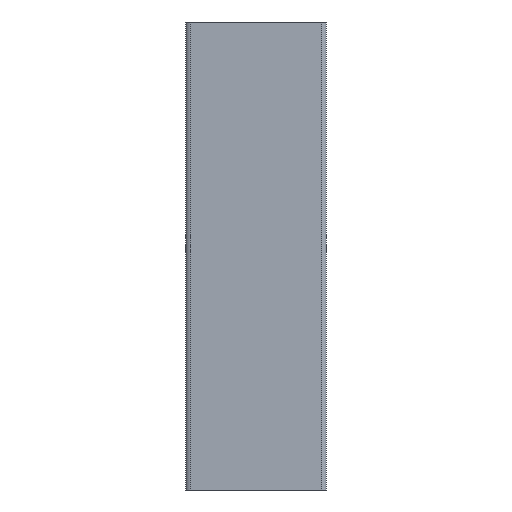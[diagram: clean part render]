
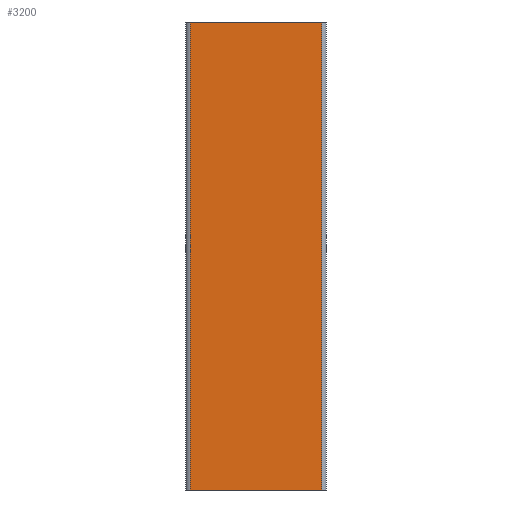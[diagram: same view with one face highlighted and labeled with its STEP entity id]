
A CAD part, front view. The second image highlights one B-rep face of the part: STEP entity #3200.
In plain terms, the highlighted planar face has unit normal (0, -1, 0).
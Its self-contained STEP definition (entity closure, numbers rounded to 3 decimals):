
#451 = CARTESIAN_POINT ( 'NONE',  ( 7731.24, 3044.421, 0. ) ) ;
#658 = CARTESIAN_POINT ( 'NONE',  ( 7731.24, 3044.421, 100. ) ) ;
#830 = CARTESIAN_POINT ( 'NONE',  ( 7703.24, 3044.421, 0. ) ) ;
#1498 = VECTOR ( 'NONE', #5626, 1000. ) ;
#1915 = CARTESIAN_POINT ( 'NONE',  ( 7711.04, 3044.421, 100. ) ) ;
#2174 = CARTESIAN_POINT ( 'NONE',  ( 7703.24, 3044.421, 100. ) ) ;
#2393 = AXIS2_PLACEMENT_3D ( 'NONE', #2992, #2851, #2824 ) ;
#2620 = CARTESIAN_POINT ( 'NONE',  ( 7703.24, 3044.421, 100. ) ) ;
#2824 = DIRECTION ( 'NONE',  ( 0., 0., 1. ) ) ;
#2851 = DIRECTION ( 'NONE',  ( 0., 1., 0. ) ) ;
#2905 = PLANE ( 'NONE',  #2393 ) ;
#2950 = VECTOR ( 'NONE', #4371, 1000. ) ;
#2958 = VERTEX_POINT ( 'NONE', #830 ) ;
#2992 = CARTESIAN_POINT ( 'NONE',  ( 7731.24, 3044.421, 100. ) ) ;
#3162 = LINE ( 'NONE', #1915, #2950 ) ;
#3171 = LINE ( 'NONE', #2620, #1498 ) ;
#3200 = ADVANCED_FACE ( 'NONE', ( #7627 ), #2905, .F. ) ;
#3564 = EDGE_LOOP ( 'NONE', ( #5083, #4184, #4357, #4538 ) ) ;
#3814 = VERTEX_POINT ( 'NONE', #658 ) ;
#4184 = ORIENTED_EDGE ( 'NONE', *, *, #7512, .F. ) ;
#4357 = ORIENTED_EDGE ( 'NONE', *, *, #7088, .F. ) ;
#4371 = DIRECTION ( 'NONE',  ( 1., 0., 0. ) ) ;
#4396 = VERTEX_POINT ( 'NONE', #2174 ) ;
#4535 = LINE ( 'NONE', #5546, #7706 ) ;
#4538 = ORIENTED_EDGE ( 'NONE', *, *, #7513, .T. ) ;
#4722 = LINE ( 'NONE', #6952, #6145 ) ;
#5038 = DIRECTION ( 'NONE',  ( 0., 0., -1. ) ) ;
#5083 = ORIENTED_EDGE ( 'NONE', *, *, #7091, .F. ) ;
#5317 = VERTEX_POINT ( 'NONE', #451 ) ;
#5546 = CARTESIAN_POINT ( 'NONE',  ( 7711.04, 3044.421, 0. ) ) ;
#5626 = DIRECTION ( 'NONE',  ( 0., 0., 1. ) ) ;
#6145 = VECTOR ( 'NONE', #5038, 1000. ) ;
#6183 = DIRECTION ( 'NONE',  ( 1., 0., 0. ) ) ;
#6952 = CARTESIAN_POINT ( 'NONE',  ( 7731.24, 3044.421, 100. ) ) ;
#7088 = EDGE_CURVE ( 'NONE', #2958, #4396, #3171, .T. ) ;
#7091 = EDGE_CURVE ( 'NONE', #3814, #5317, #4722, .T. ) ;
#7512 = EDGE_CURVE ( 'NONE', #4396, #3814, #3162, .T. ) ;
#7513 = EDGE_CURVE ( 'NONE', #2958, #5317, #4535, .T. ) ;
#7627 = FACE_OUTER_BOUND ( 'NONE', #3564, .T. ) ;
#7706 = VECTOR ( 'NONE', #6183, 1000. ) ;
